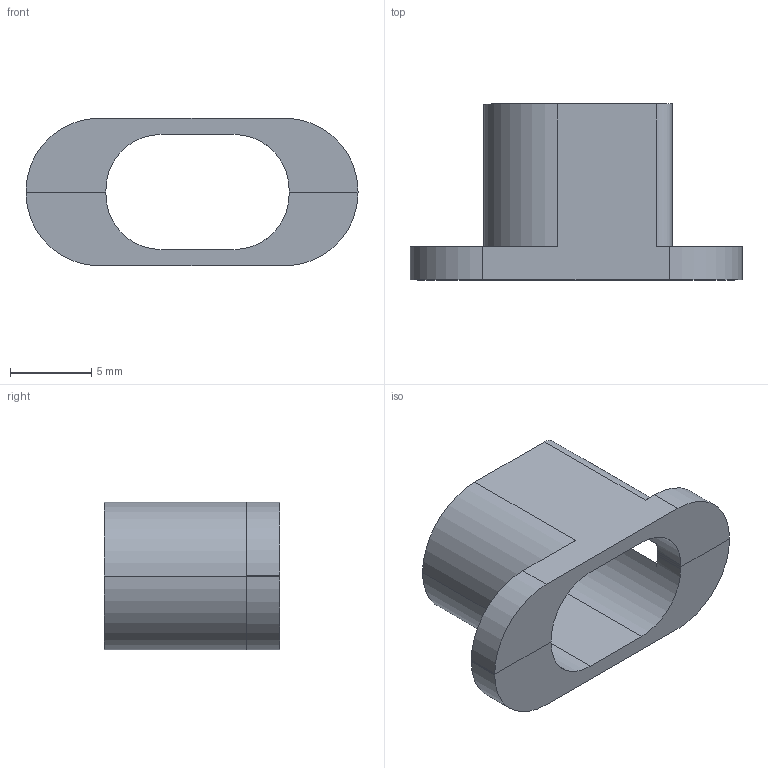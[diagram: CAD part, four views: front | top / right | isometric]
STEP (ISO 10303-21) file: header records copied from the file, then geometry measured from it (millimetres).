
FILE_DESCRIPTION (( 'STEP AP203' ), '1' );
FILE_NAME ('USB_Mount3.STEP', '2023-09-26T23:13:23', ( '' ), ( '' ), 'SwSTEP 2.0', 'SolidWorks 2023', '' );
FILE_SCHEMA (( 'CONFIG_CONTROL_DESIGN' ));
Length unit declared in the file: millimetre
Products named in the file (1): USB_Mount3
Bounding box: 20.48 x 10.85 x 9.1 mm (x, y, z)
Volume: 433.4 mm3; surface area: 980.2 mm2
Topology: 2 solids, 2 shells, 38 faces, 102 edges, 68 vertices
Faces by surface type: plane 26, cylinder 12
Entity records: 1267 total; most frequent: CARTESIAN_POINT 209, DIRECTION 206, ORIENTED_EDGE 204, EDGE_CURVE 102, LINE 76, VECTOR 76, VERTEX_POINT 68, AXIS2_PLACEMENT_3D 65
